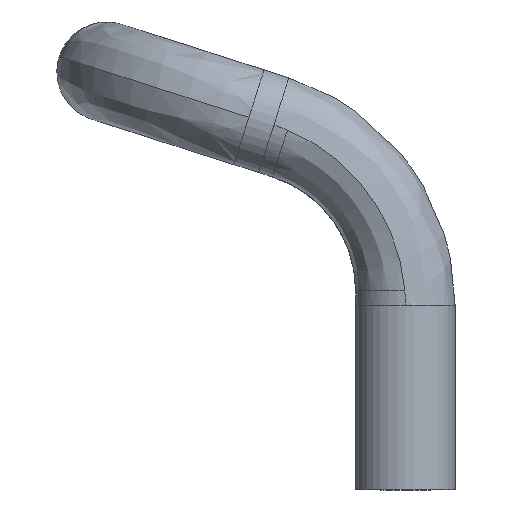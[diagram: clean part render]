
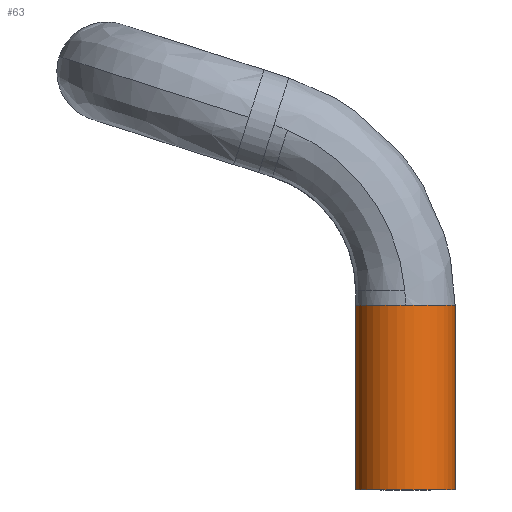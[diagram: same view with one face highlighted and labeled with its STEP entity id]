
A CAD part, front view. The second image highlights one B-rep face of the part: STEP entity #63.
In plain terms, the highlighted cylindrical face has radius 5 mm (diameter 10 mm), a partial arc.
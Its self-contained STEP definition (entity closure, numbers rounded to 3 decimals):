
#63=ADVANCED_FACE('',(#311),#310,.T.);
#310=CYLINDRICAL_SURFACE('',#938,5.);
#311=FACE_OUTER_BOUND('',#939,.T.);
#935=CARTESIAN_POINT('',(0.,0.,0.));
#936=DIRECTION('',(0.,0.,1.));
#937=DIRECTION('',(1.,0.,0.));
#938=AXIS2_PLACEMENT_3D('',#935,#936,#937);
#939=EDGE_LOOP('',(#1171,#1172,#1173,#1174,#1175));
#1171=ORIENTED_EDGE('',*,*,#1299,.F.);
#1172=ORIENTED_EDGE('',*,*,#1320,.T.);
#1173=ORIENTED_EDGE('',*,*,#1295,.T.);
#1174=ORIENTED_EDGE('',*,*,#1279,.F.);
#1175=ORIENTED_EDGE('',*,*,#1321,.F.);
#1279=EDGE_CURVE('',#1472,#1473,#1474,.T.);
#1295=EDGE_CURVE('',#1578,#1473,#1579,.T.);
#1299=EDGE_CURVE('',#1599,#1598,#1606,.T.);
#1320=EDGE_CURVE('',#1599,#1578,#1744,.T.);
#1321=EDGE_CURVE('',#1598,#1472,#1750,.T.);
#1472=VERTEX_POINT('',#2104);
#1473=VERTEX_POINT('',#2105);
#1474=CIRCLE('',#2109,5.);
#1578=VERTEX_POINT('',#2177);
#1579=CIRCLE('',#2181,5.);
#1598=VERTEX_POINT('',#2191);
#1599=VERTEX_POINT('',#2192);
#1606=CIRCLE('',#2200,5.);
#1744=(BOUNDED_CURVE() B_SPLINE_CURVE(1,(#2302,#2303),.UNSPECIFIED.,.F.,.F.) B_SPLINE_CURVE_WITH_KNOTS((2,2),(0.083,0.917),.UNSPECIFIED.) CURVE() GEOMETRIC_REPRESENTATION_ITEM() RATIONAL_B_SPLINE_CURVE((1.,1.)) REPRESENTATION_ITEM('') );
#1750=(BOUNDED_CURVE() B_SPLINE_CURVE(1,(#2304,#2305),.UNSPECIFIED.,.F.,.F.) B_SPLINE_CURVE_WITH_KNOTS((2,2),(0.083,0.917),.UNSPECIFIED.) CURVE() GEOMETRIC_REPRESENTATION_ITEM() RATIONAL_B_SPLINE_CURVE((0.75,0.75)) REPRESENTATION_ITEM('') );
#2104=CARTESIAN_POINT('',(-5.,0.,18.539));
#2105=CARTESIAN_POINT('',(0.,-5.,18.539));
#2106=CARTESIAN_POINT('',(0.,0.,18.539));
#2107=DIRECTION('',(0.,0.,1.));
#2108=DIRECTION('',(-1.,0.,0.));
#2109=AXIS2_PLACEMENT_3D('',#2106,#2107,#2108);
#2177=CARTESIAN_POINT('',(5.,0.,18.539));
#2178=CARTESIAN_POINT('',(0.,0.,18.539));
#2179=DIRECTION('',(0.,0.,-1.));
#2180=DIRECTION('',(0.,1.,0.));
#2181=AXIS2_PLACEMENT_3D('',#2178,#2179,#2180);
#2191=CARTESIAN_POINT('',(-5.,0.,0.));
#2192=CARTESIAN_POINT('',(5.,0.,0.));
#2197=CARTESIAN_POINT('',(0.,0.,0.));
#2198=DIRECTION('',(0.,0.,-1.));
#2199=DIRECTION('',(-1.,0.,0.));
#2200=AXIS2_PLACEMENT_3D('',#2197,#2198,#2199);
#2302=CARTESIAN_POINT('',(5.,0.,0.));
#2303=CARTESIAN_POINT('',(5.,0.,18.539));
#2304=CARTESIAN_POINT('',(-5.,0.,0.));
#2305=CARTESIAN_POINT('',(-5.,0.,18.539));
